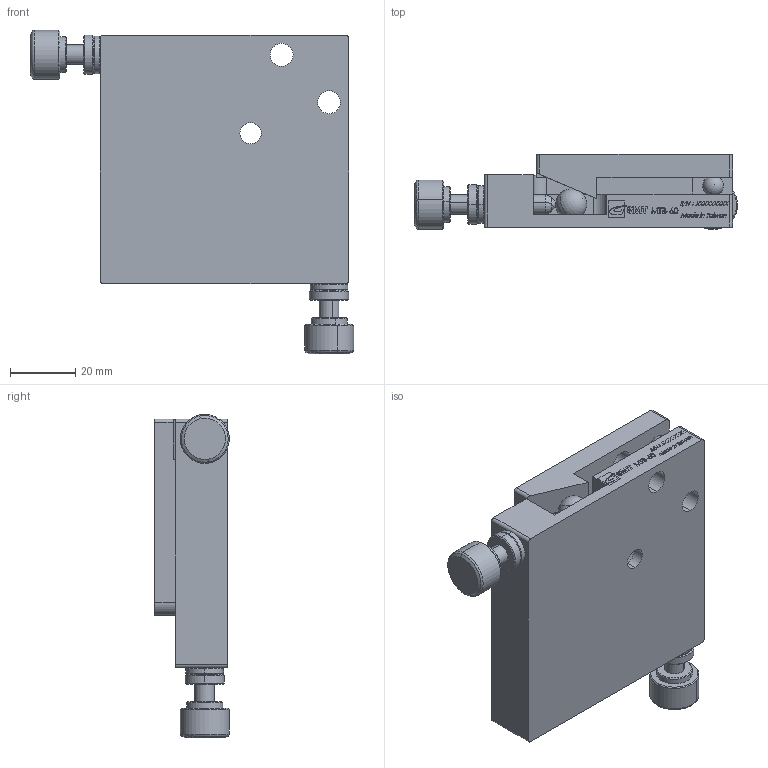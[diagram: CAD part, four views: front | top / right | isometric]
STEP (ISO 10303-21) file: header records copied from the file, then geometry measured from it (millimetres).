
FILE_DESCRIPTION (( 'STEP AP203' ), '1' );
FILE_NAME ('MTB-60(«¬¿ý).STEP', '2013-10-09T05:42:04', ( '' ), ( '' ), 'SwSTEP 2.0', 'SolidWorks 2013', '' );
FILE_SCHEMA (( 'CONFIG_CONTROL_DESIGN' ));
Length unit declared in the file: centimetre
Products named in the file (3): Group1^MTB-60(型錄); Group3^MTB-60(型錄); MTB-60(型錄)
Assembly tree (2 placements, depth 2):
  MTB-60(型錄)
    Group1^MTB-60(型錄)
    Group3^MTB-60(型錄)
Bounding box: 98.81 x 22.82 x 98.91 mm (x, y, z)
Volume: 95640.1 mm3; surface area: 29908.8 mm2
Topology: 4 solids, 4 shells, 667 faces, 1779 edges, 1172 vertices
Faces by surface type: plane 378, bspline 121, cylinder 111, cone 32, sphere 21, torus 4
Entity records: 26390 total; most frequent: CARTESIAN_POINT 10308, ORIENTED_EDGE 3468, DIRECTION 2863, EDGE_CURVE 1734, LINE 1201, VECTOR 1201, VERTEX_POINT 1144, AXIS2_PLACEMENT_3D 831
